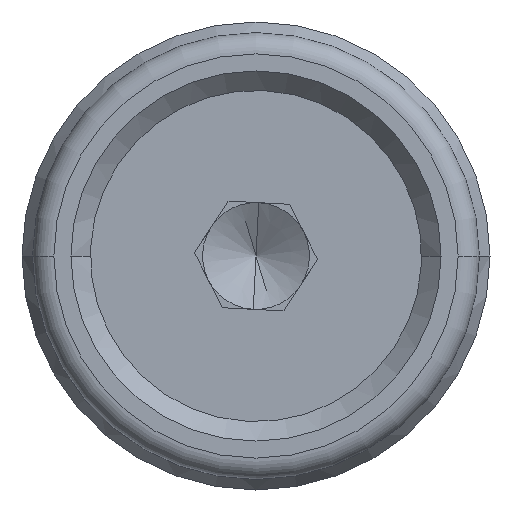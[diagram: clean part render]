
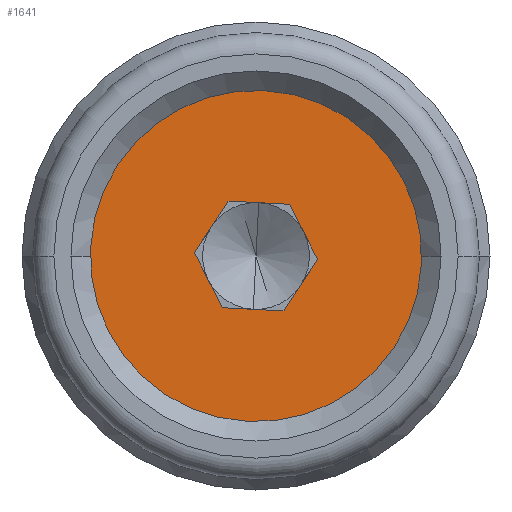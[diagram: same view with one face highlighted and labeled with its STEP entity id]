
A CAD part, front view. The second image highlights one B-rep face of the part: STEP entity #1641.
In plain terms, the highlighted planar face has unit normal (0, -1, 0).
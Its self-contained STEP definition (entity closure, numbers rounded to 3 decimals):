
#16 = ORIENTED_EDGE ( 'NONE', *, *, #2083, .T. ) ;
#25 = LINE ( 'NONE', #2367, #1746 ) ;
#32 = CARTESIAN_POINT ( 'NONE',  ( -3.708, -5.578, 29.774 ) ) ;
#125 = VERTEX_POINT ( 'NONE', #2499 ) ;
#308 = DIRECTION ( 'NONE',  ( 0.544, 0., 0.839 ) ) ;
#317 = VECTOR ( 'NONE', #1926, 1000. ) ;
#346 = CARTESIAN_POINT ( 'NONE',  ( -5.692, -5.578, 19.569 ) ) ;
#401 = VERTEX_POINT ( 'NONE', #1100 ) ;
#409 = LINE ( 'NONE', #494, #1536 ) ;
#450 = AXIS2_PLACEMENT_3D ( 'NONE', #1526, #987, #1577 ) ;
#494 = CARTESIAN_POINT ( 'NONE',  ( -2.536, -5.578, 24.431 ) ) ;
#508 = CIRCLE ( 'NONE', #450, 7.785 ) ;
#512 = EDGE_CURVE ( 'NONE', #401, #983, #894, .T. ) ;
#625 = ORIENTED_EDGE ( 'NONE', *, *, #512, .T. ) ;
#636 = CARTESIAN_POINT ( 'NONE',  ( -2.536, -5.578, 24.431 ) ) ;
#731 = EDGE_CURVE ( 'NONE', #983, #125, #25, .T. ) ;
#741 = CARTESIAN_POINT ( 'NONE',  ( -5.431, -5.578, 24.582 ) ) ;
#749 = CIRCLE ( 'NONE', #2046, 7.785 ) ;
#773 = DIRECTION ( 'NONE',  ( 0.052, 0., 0.999 ) ) ;
#779 = EDGE_CURVE ( 'NONE', #125, #2461, #1422, .T. ) ;
#821 = FACE_BOUND ( 'NONE', #1249, .T. ) ;
#881 = FACE_OUTER_BOUND ( 'NONE', #2056, .T. ) ;
#891 = DIRECTION ( 'NONE',  ( 0.052, 0., 0.999 ) ) ;
#894 = LINE ( 'NONE', #346, #1138 ) ;
#943 = AXIS2_PLACEMENT_3D ( 'NONE', #1785, #2384, #773 ) ;
#978 = ORIENTED_EDGE ( 'NONE', *, *, #1831, .T. ) ;
#981 = ORIENTED_EDGE ( 'NONE', *, *, #779, .T. ) ;
#983 = VERTEX_POINT ( 'NONE', #1413 ) ;
#987 = DIRECTION ( 'NONE',  ( 0., -1., 0. ) ) ;
#1039 = VERTEX_POINT ( 'NONE', #32 ) ;
#1078 = CARTESIAN_POINT ( 'NONE',  ( -4.114, -5.578, 22. ) ) ;
#1100 = CARTESIAN_POINT ( 'NONE',  ( -5.692, -5.578, 19.569 ) ) ;
#1138 = VECTOR ( 'NONE', #1332, 1000. ) ;
#1207 = DIRECTION ( 'NONE',  ( -0.544, 0., -0.839 ) ) ;
#1244 = VECTOR ( 'NONE', #1207, 1000. ) ;
#1249 = EDGE_LOOP ( 'NONE', ( #2413, #16, #1497, #625, #2091, #981 ) ) ;
#1310 = DIRECTION ( 'NONE',  ( 0.454, 0., -0.891 ) ) ;
#1332 = DIRECTION ( 'NONE',  ( -0.454, 0., 0.891 ) ) ;
#1413 = CARTESIAN_POINT ( 'NONE',  ( -7.009, -5.578, 22.151 ) ) ;
#1422 = LINE ( 'NONE', #741, #1639 ) ;
#1497 = ORIENTED_EDGE ( 'NONE', *, *, #1951, .T. ) ;
#1526 = CARTESIAN_POINT ( 'NONE',  ( -4.114, -5.578, 22. ) ) ;
#1536 = VECTOR ( 'NONE', #1310, 1000. ) ;
#1564 = VERTEX_POINT ( 'NONE', #1754 ) ;
#1577 = DIRECTION ( 'NONE',  ( 0.052, 0., 0.999 ) ) ;
#1591 = EDGE_CURVE ( 'NONE', #1039, #1564, #508, .T. ) ;
#1639 = VECTOR ( 'NONE', #2378, 1000. ) ;
#1641 = ADVANCED_FACE ( 'NONE', ( #881, #821 ), #2205, .T. ) ;
#1656 = VERTEX_POINT ( 'NONE', #2575 ) ;
#1674 = CARTESIAN_POINT ( 'NONE',  ( -2.798, -5.578, 19.418 ) ) ;
#1746 = VECTOR ( 'NONE', #308, 1000. ) ;
#1754 = CARTESIAN_POINT ( 'NONE',  ( -4.52, -5.578, 14.226 ) ) ;
#1785 = CARTESIAN_POINT ( 'NONE',  ( -4.114, -5.578, 22. ) ) ;
#1809 = ORIENTED_EDGE ( 'NONE', *, *, #1591, .T. ) ;
#1829 = CARTESIAN_POINT ( 'NONE',  ( -1.22, -5.578, 21.849 ) ) ;
#1831 = EDGE_CURVE ( 'NONE', #1564, #1039, #749, .T. ) ;
#1924 = EDGE_CURVE ( 'NONE', #2461, #2069, #409, .T. ) ;
#1926 = DIRECTION ( 'NONE',  ( -0.999, 0., 0.052 ) ) ;
#1951 = EDGE_CURVE ( 'NONE', #1656, #401, #2286, .T. ) ;
#2046 = AXIS2_PLACEMENT_3D ( 'NONE', #1078, #2502, #891 ) ;
#2056 = EDGE_LOOP ( 'NONE', ( #1809, #978 ) ) ;
#2069 = VERTEX_POINT ( 'NONE', #1829 ) ;
#2083 = EDGE_CURVE ( 'NONE', #2069, #1656, #2354, .T. ) ;
#2091 = ORIENTED_EDGE ( 'NONE', *, *, #731, .T. ) ;
#2205 = PLANE ( 'NONE',  #943 ) ;
#2242 = CARTESIAN_POINT ( 'NONE',  ( -1.22, -5.578, 21.849 ) ) ;
#2286 = LINE ( 'NONE', #1674, #317 ) ;
#2354 = LINE ( 'NONE', #2242, #1244 ) ;
#2367 = CARTESIAN_POINT ( 'NONE',  ( -7.009, -5.578, 22.151 ) ) ;
#2378 = DIRECTION ( 'NONE',  ( 0.999, 0., -0.052 ) ) ;
#2384 = DIRECTION ( 'NONE',  ( 0., -1., 0. ) ) ;
#2413 = ORIENTED_EDGE ( 'NONE', *, *, #1924, .T. ) ;
#2461 = VERTEX_POINT ( 'NONE', #636 ) ;
#2499 = CARTESIAN_POINT ( 'NONE',  ( -5.431, -5.578, 24.582 ) ) ;
#2502 = DIRECTION ( 'NONE',  ( 0., -1., 0. ) ) ;
#2575 = CARTESIAN_POINT ( 'NONE',  ( -2.798, -5.578, 19.418 ) ) ;
